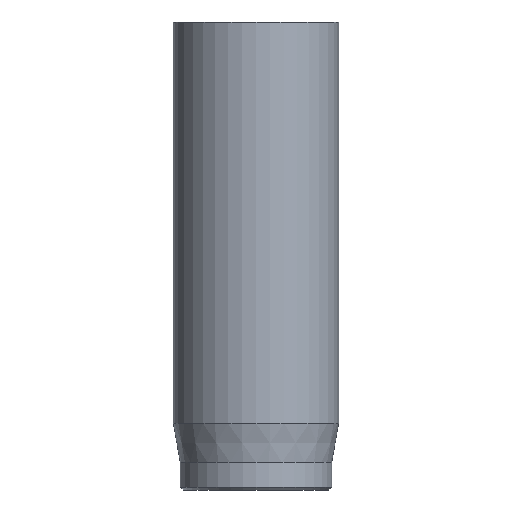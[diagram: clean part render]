
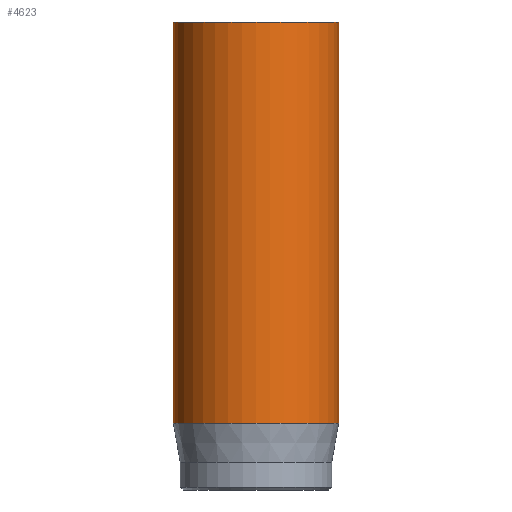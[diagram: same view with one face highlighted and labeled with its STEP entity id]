
A CAD part, front view. The second image highlights one B-rep face of the part: STEP entity #4623.
In plain terms, the highlighted cylindrical face has radius 3 mm (diameter 6 mm), a full revolution.
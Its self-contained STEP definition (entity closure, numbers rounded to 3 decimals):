
#32=CYLINDRICAL_SURFACE('',#4806,3.);
#47=CIRCLE('',#4776,3.);
#63=CIRCLE('',#4804,3.);
#64=CIRCLE('',#4805,3.);
#418=FACE_OUTER_BOUND('',#694,.T.);
#694=EDGE_LOOP('',(#4127,#4128,#4129,#4130,#4131));
#1026=LINE('',#8809,#1366);
#1366=VECTOR('',#5355,3.);
#2117=VERTEX_POINT('',#8751);
#2133=VERTEX_POINT('',#8803);
#2134=VERTEX_POINT('',#8804);
#2779=EDGE_CURVE('',#2117,#2117,#47,.T.);
#2803=EDGE_CURVE('',#2133,#2134,#63,.T.);
#2804=EDGE_CURVE('',#2134,#2133,#64,.T.);
#2806=EDGE_CURVE('',#2117,#2133,#1026,.T.);
#4127=ORIENTED_EDGE('',*,*,#2779,.T.);
#4128=ORIENTED_EDGE('',*,*,#2806,.T.);
#4129=ORIENTED_EDGE('',*,*,#2803,.T.);
#4130=ORIENTED_EDGE('',*,*,#2804,.T.);
#4131=ORIENTED_EDGE('',*,*,#2806,.F.);
#4623=ADVANCED_FACE('',(#418),#32,.T.);
#4776=AXIS2_PLACEMENT_3D('',#8752,#5284,#5285);
#4804=AXIS2_PLACEMENT_3D('',#8805,#5348,#5349);
#4805=AXIS2_PLACEMENT_3D('',#8806,#5350,#5351);
#4806=AXIS2_PLACEMENT_3D('',#8808,#5353,#5354);
#5284=DIRECTION('center_axis',(0.,0.,-1.));
#5285=DIRECTION('ref_axis',(-1.,0.,0.));
#5348=DIRECTION('center_axis',(0.,0.,1.));
#5349=DIRECTION('ref_axis',(-1.,0.,0.));
#5350=DIRECTION('center_axis',(0.,0.,1.));
#5351=DIRECTION('ref_axis',(-1.,0.,0.));
#5353=DIRECTION('center_axis',(0.,0.,1.));
#5354=DIRECTION('ref_axis',(-1.,0.,0.));
#5355=DIRECTION('',(0.,0.,-1.));
#8751=CARTESIAN_POINT('',(3.,0.,17.));
#8752=CARTESIAN_POINT('Origin',(0.,0.,17.));
#8803=CARTESIAN_POINT('',(3.,0.,2.418));
#8804=CARTESIAN_POINT('',(-3.,0.,2.418));
#8805=CARTESIAN_POINT('Origin',(0.,0.,2.418));
#8806=CARTESIAN_POINT('Origin',(0.,0.,2.418));
#8808=CARTESIAN_POINT('Origin',(0.,0.,0.));
#8809=CARTESIAN_POINT('',(3.,0.,0.));
